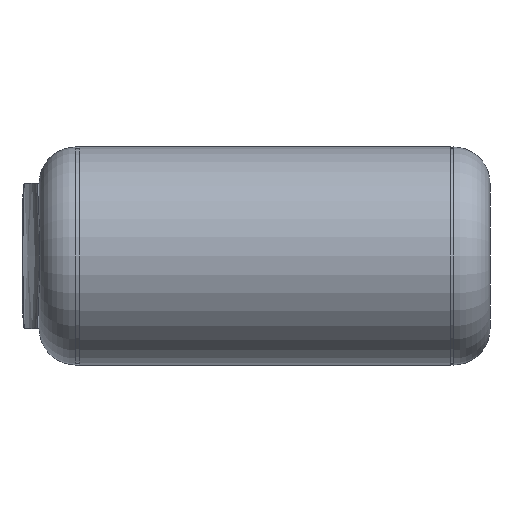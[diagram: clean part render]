
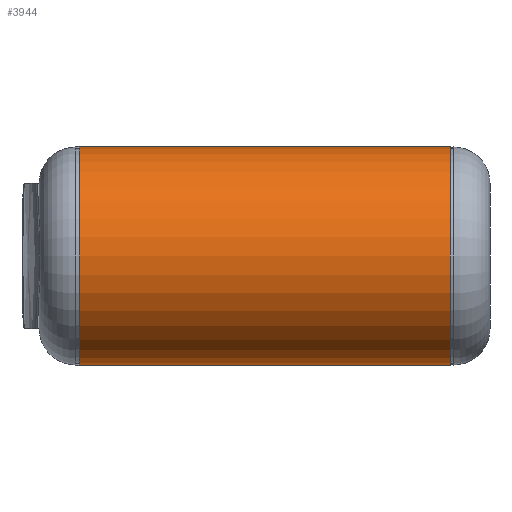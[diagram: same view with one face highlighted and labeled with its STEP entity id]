
A CAD part, front view. The second image highlights one B-rep face of the part: STEP entity #3944.
In plain terms, the highlighted cylindrical face has radius 15 mm (diameter 30 mm), a partial arc.
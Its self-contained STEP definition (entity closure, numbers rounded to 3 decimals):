
#79 = ORIENTED_EDGE ( 'NONE', *, *, #8438, .T. ) ;
#352 = CARTESIAN_POINT ( 'NONE',  ( -25.5, 15., -15. ) ) ;
#696 = EDGE_CURVE ( 'NONE', #3332, #4442, #2415, .T. ) ;
#782 = EDGE_LOOP ( 'NONE', ( #5340, #79, #5026, #6023 ) ) ;
#1430 = CARTESIAN_POINT ( 'NONE',  ( -31., 15., 15. ) ) ;
#1597 = VERTEX_POINT ( 'NONE', #6325 ) ;
#2415 = LINE ( 'NONE', #1430, #9135 ) ;
#2518 = CARTESIAN_POINT ( 'NONE',  ( 25.5, 15., 15. ) ) ;
#3332 = VERTEX_POINT ( 'NONE', #7297 ) ;
#3822 = CIRCLE ( 'NONE', #7794, 15. ) ;
#3944 = ADVANCED_FACE ( 'NONE', ( #10375 ), #6355, .T. ) ;
#4442 = VERTEX_POINT ( 'NONE', #2518 ) ;
#4977 = DIRECTION ( 'NONE',  ( -1., 0., 0. ) ) ;
#5026 = ORIENTED_EDGE ( 'NONE', *, *, #696, .F. ) ;
#5038 = AXIS2_PLACEMENT_3D ( 'NONE', #5843, #4977, #10019 ) ;
#5155 = DIRECTION ( 'NONE',  ( -1., 0., 0. ) ) ;
#5262 = DIRECTION ( 'NONE',  ( 0., 0., -1. ) ) ;
#5340 = ORIENTED_EDGE ( 'NONE', *, *, #10201, .F. ) ;
#5701 = DIRECTION ( 'NONE',  ( 1., 0., 0. ) ) ;
#5781 = AXIS2_PLACEMENT_3D ( 'NONE', #8910, #7936, #10530 ) ;
#5843 = CARTESIAN_POINT ( 'NONE',  ( 25.5, 15., 0. ) ) ;
#6023 = ORIENTED_EDGE ( 'NONE', *, *, #9268, .F. ) ;
#6046 = LINE ( 'NONE', #8643, #10577 ) ;
#6074 = CIRCLE ( 'NONE', #5038, 15. ) ;
#6325 = CARTESIAN_POINT ( 'NONE',  ( 25.5, 15., -15. ) ) ;
#6355 = CYLINDRICAL_SURFACE ( 'NONE', #5781, 15. ) ;
#7297 = CARTESIAN_POINT ( 'NONE',  ( -25.5, 15., 15. ) ) ;
#7622 = DIRECTION ( 'NONE',  ( -1., 0., 0. ) ) ;
#7794 = AXIS2_PLACEMENT_3D ( 'NONE', #9272, #5155, #5262 ) ;
#7936 = DIRECTION ( 'NONE',  ( 1., 0., 0. ) ) ;
#8137 = VERTEX_POINT ( 'NONE', #352 ) ;
#8438 = EDGE_CURVE ( 'NONE', #1597, #4442, #6074, .T. ) ;
#8643 = CARTESIAN_POINT ( 'NONE',  ( 0., 15., -15. ) ) ;
#8910 = CARTESIAN_POINT ( 'NONE',  ( -31., 15., 0. ) ) ;
#9135 = VECTOR ( 'NONE', #5701, 1000. ) ;
#9268 = EDGE_CURVE ( 'NONE', #8137, #3332, #3822, .T. ) ;
#9272 = CARTESIAN_POINT ( 'NONE',  ( -25.5, 15., 0. ) ) ;
#10019 = DIRECTION ( 'NONE',  ( 0., 0., -1. ) ) ;
#10201 = EDGE_CURVE ( 'NONE', #1597, #8137, #6046, .T. ) ;
#10375 = FACE_OUTER_BOUND ( 'NONE', #782, .T. ) ;
#10530 = DIRECTION ( 'NONE',  ( 0., 0., -1. ) ) ;
#10577 = VECTOR ( 'NONE', #7622, 1000. ) ;
